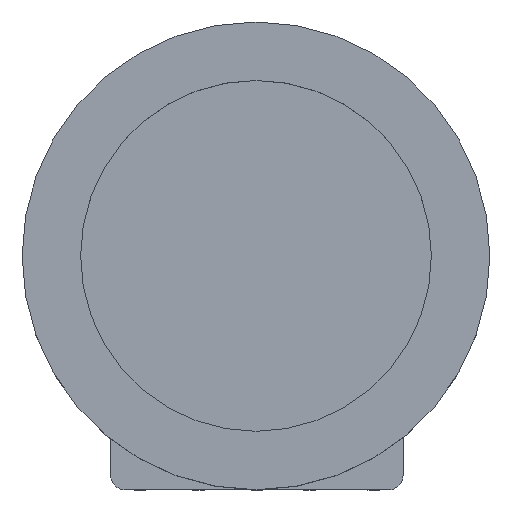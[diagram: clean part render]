
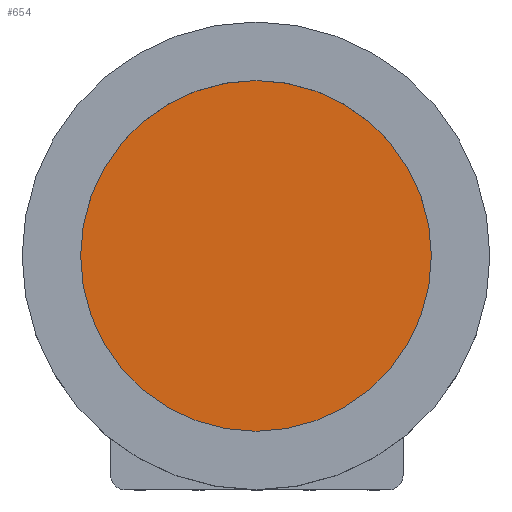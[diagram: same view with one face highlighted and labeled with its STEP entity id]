
A CAD part, top view. The second image highlights one B-rep face of the part: STEP entity #654.
In plain terms, the highlighted planar face has unit normal (0, 0, 1).
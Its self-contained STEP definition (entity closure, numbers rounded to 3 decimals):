
#24=CIRCLE('',#711,6.);
#63=FACE_OUTER_BOUND('',#98,.T.);
#98=EDGE_LOOP('',(#582));
#320=VERTEX_POINT('',#1063);
#408=EDGE_CURVE('',#320,#320,#24,.T.);
#582=ORIENTED_EDGE('',*,*,#408,.F.);
#621=PLANE('',#710);
#654=ADVANCED_FACE('',(#63),#621,.T.);
#710=AXIS2_PLACEMENT_3D('',#1062,#871,#872);
#711=AXIS2_PLACEMENT_3D('',#1064,#873,#874);
#871=DIRECTION('center_axis',(0.,0.,1.));
#872=DIRECTION('ref_axis',(1.,0.,0.));
#873=DIRECTION('center_axis',(0.,0.,-1.));
#874=DIRECTION('ref_axis',(1.,0.,0.));
#1062=CARTESIAN_POINT('Origin',(-0.03,8.,1.9));
#1063=CARTESIAN_POINT('',(-6.03,8.,1.9));
#1064=CARTESIAN_POINT('Origin',(-0.03,8.,1.9));
